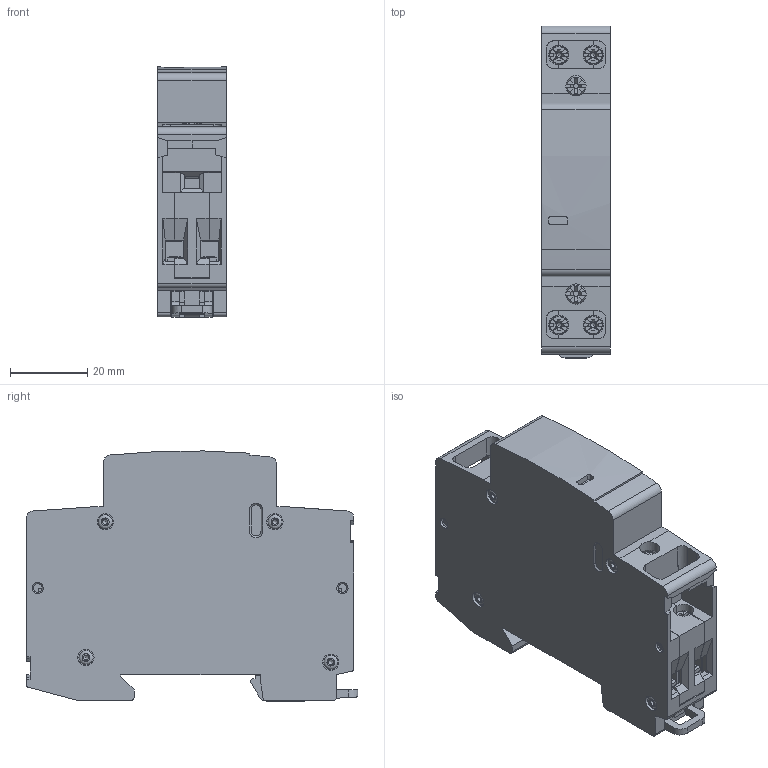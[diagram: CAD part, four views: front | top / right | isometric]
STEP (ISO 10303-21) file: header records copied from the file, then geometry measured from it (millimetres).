
FILE_DESCRIPTION(/* description */ ('STEP AP214'),/* implementation_level */ '2;1');
FILE_NAME(/* name */ 'abb_1SBE111111R0120_ESB16-20N-01 Installation Contactor 2NO_0NC_ 24V AC_DC',/* time_stamp */ '2024-07-23T16:27:12+02:00',/* author */ ('License CC BY-ND 4.0'),/* organization */ ('CADENAS'),/* preprocessor_version */ 'ST-DEVELOPER v19.3',/* originating_system */ 'PARTsolutions',/* authorisation */ ' ');
FILE_SCHEMA (('AUTOMOTIVE_DESIGN {1 0 10303 214 3 1 1}'));
Length unit declared in the file: millimetre
Products named in the file (5): abb_1SBE111111R0120_ESB16-20N-01 Installation Contactor 2NO/0NC, 24V 
AC/DC; abb_ESB16N_Installation Contactor_1; abb_ESB16N_Installation Contactor_2; abb_ESB16N_Installation Contactor_3; abb_ESB16N_Installation Contactor_4
Assembly tree (8 placements, depth 2):
  abb_1SBE111111R0120_ESB16-20N-01 Installation Contactor 2NO/0NC, 24V 
AC/DC
    abb_ESB16N_Installation Contactor_1
    abb_ESB16N_Installation Contactor_2
    abb_ESB16N_Installation Contactor_3  x4
    abb_ESB16N_Installation Contactor_4  x2
Bounding box: 17.8 x 86 x 64.85 mm (x, y, z)
Volume: 69196.1 mm3; surface area: 29748.8 mm2
Topology: 8 solids, 8 shells, 1265 faces, 3488 edges, 2265 vertices
Faces by surface type: plane 903, cylinder 286, cone 56, torus 20
Full cylindrical faces by diameter (mm): 1.3 x4, 2.9 x2, 3 x2, 3.6 x4, 4 x8, 4.2 x4, 5.25 x2, 6 x2, 6.2 x2
Entity records: 27445 total; most frequent: CARTESIAN_POINT 4161, ORIENTED_EDGE 3928, DIRECTION 3773, EDGE_CURVE 1964, LINE 1543, VECTOR 1543, VERTEX_POINT 1307, AXIS2_PLACEMENT_3D 1115
